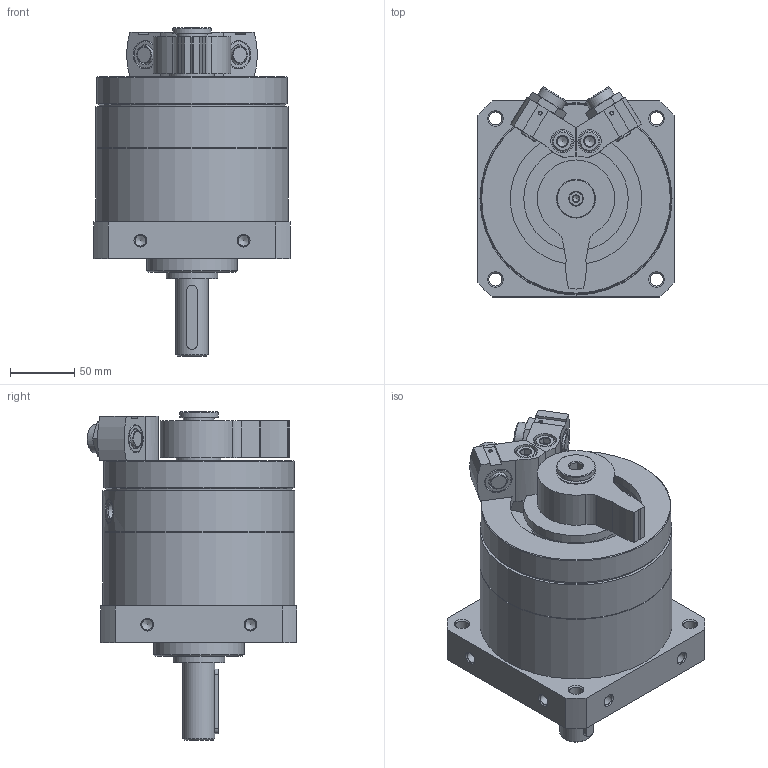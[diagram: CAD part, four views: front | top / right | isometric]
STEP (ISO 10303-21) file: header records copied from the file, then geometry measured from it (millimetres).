
FILE_DESCRIPTION(/* description */ ('STEP AP214'),/* implementation_level */ '2;1');
FILE_NAME(/* name */ '1145116_DSM-T-63-270-P-A-B',/* time_stamp */ '2024-08-21T19:49:03+02:00',/* author */ ('License CC BY-ND 4.0'),/* organization */ ('CADENAS'),/* preprocessor_version */ 'ST-DEVELOPER v19.3',/* originating_system */ 'PARTsolutions',/* authorisation */ ' ');
FILE_SCHEMA (('AUTOMOTIVE_DESIGN {1 0 10303 214 3 1 1}'));
Length unit declared in the file: millimetre
Products named in the file (10): 1145116 DSM-T-63-270-P-A-B--(0); 552079 DSM-63-270-P-A-B_G---(T); 737476 DSM-63-BR---(HZ); 714516 DSM-63-P-B; 668356 DFM-50/63-B; 714510 DSM-63_NS; DIN-912 - M10x40(F); 337143 VAL-1/8-10 M22X1.5-6-27; 737477 DSM-63-BL---(HZ); 552079 DSM-63-270-P-A-B_K---(T)
Assembly tree (14 placements, depth 2):
  1145116 DSM-T-63-270-P-A-B--(0)
    552079 DSM-63-270-P-A-B_G---(T)
    737476 DSM-63-BR---(HZ)
    714516 DSM-63-P-B  x2
    668356 DFM-50/63-B  x2
    714510 DSM-63_NS  x2
    DIN-912 - M10x40(F)  x2
    337143 VAL-1/8-10 M22X1.5-6-27  x2
    737477 DSM-63-BL---(HZ)
    552079 DSM-63-270-P-A-B_K---(T)
Bounding box: 152 x 162.65 x 254.4 mm (x, y, z)
Volume: 2411170.2 mm3; surface area: 314515 mm2
Topology: 14 solids, 14 shells, 384 faces, 866 edges, 543 vertices
Faces by surface type: plane 169, cylinder 115, cone 92, torus 8
Full cylindrical faces by diameter (mm): 2.459 x2, 3.6 x2, 4.917 x1, 8.376 x9, 10 x2, 10.106 x4, 10.5 x1, 11 x2, 11.445 x2, 15.6 x2, 16 x2, 18 x2, 19 x2, 20.376 x4, 22 x2, 24 x1, 25 x1, 30 x2, 30.1 x1, 35 x2, 40 x1, 69 x1, 70 x1, 81 x1, 102 x1, 116 x1, 129 x2, 144.6 x1, 147.6 x1, 149 x2
Entity records: 8343 total; most frequent: CARTESIAN_POINT 1545, DIRECTION 1435, ORIENTED_EDGE 1116, AXIS2_PLACEMENT_3D 595, EDGE_CURVE 558, FACE_BOUND 487, EDGE_LOOP 477, VERTEX_POINT 427
